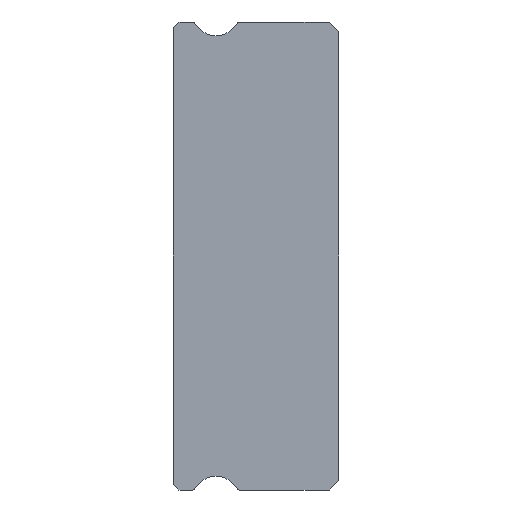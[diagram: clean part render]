
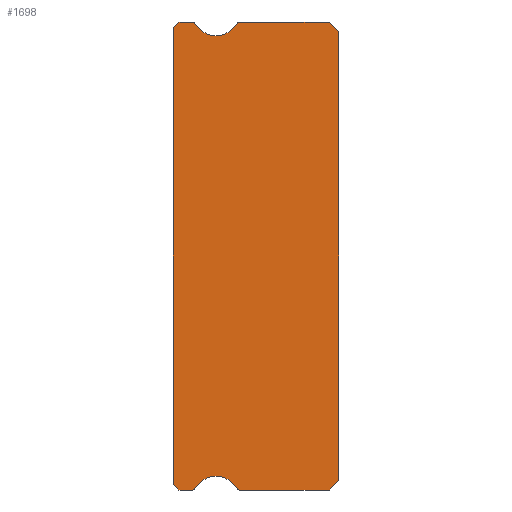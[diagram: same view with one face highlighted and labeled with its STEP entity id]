
A CAD part, left-side view. The second image highlights one B-rep face of the part: STEP entity #1698.
In plain terms, the highlighted planar face has unit normal (-1, 0, 0).
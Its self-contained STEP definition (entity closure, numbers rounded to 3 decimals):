
#5 = CARTESIAN_POINT ( 'NONE',  ( -20., 7.383, -11.925 ) ) ;
#14 = CARTESIAN_POINT ( 'NONE',  ( -20., 5.088, 11.85 ) ) ;
#41 = CARTESIAN_POINT ( 'NONE',  ( -20., 7.512, 11.85 ) ) ;
#78 = ORIENTED_EDGE ( 'NONE', *, *, #1095, .F. ) ;
#90 = VERTEX_POINT ( 'NONE', #1999 ) ;
#94 = VERTEX_POINT ( 'NONE', #1693 ) ;
#101 = CARTESIAN_POINT ( 'NONE',  ( -20., 0., 11.5 ) ) ;
#113 = DIRECTION ( 'NONE',  ( 0., 1., 0. ) ) ;
#125 = ORIENTED_EDGE ( 'NONE', *, *, #1748, .F. ) ;
#130 = DIRECTION ( 'NONE',  ( 0., 0., -1. ) ) ;
#143 = VERTEX_POINT ( 'NONE', #2285 ) ;
#153 = VECTOR ( 'NONE', #496, 1000. ) ;
#163 = DIRECTION ( 'NONE',  ( 0., 0., -1. ) ) ;
#170 = LINE ( 'NONE', #1934, #1274 ) ;
#200 = EDGE_CURVE ( 'NONE', #1868, #1666, #388, .T. ) ;
#208 = EDGE_CURVE ( 'NONE', #691, #1240, #1836, .T. ) ;
#249 = DIRECTION ( 'NONE',  ( 0., -1., 0. ) ) ;
#250 = CARTESIAN_POINT ( 'NONE',  ( -20., 8.2, 12. ) ) ;
#253 = DIRECTION ( 'NONE',  ( 0., -0.707, -0.707 ) ) ;
#259 = VECTOR ( 'NONE', #1134, 1000. ) ;
#278 = EDGE_CURVE ( 'NONE', #94, #534, #170, .T. ) ;
#285 = CARTESIAN_POINT ( 'NONE',  ( -20., 7.512, -11.85 ) ) ;
#307 = AXIS2_PLACEMENT_3D ( 'NONE', #285, #1841, #1045 ) ;
#326 = DIRECTION ( 'NONE',  ( -1., 0., 0. ) ) ;
#334 = EDGE_CURVE ( 'NONE', #1700, #2504, #1762, .T. ) ;
#347 = DIRECTION ( 'NONE',  ( 1., 0., 0. ) ) ;
#363 = LINE ( 'NONE', #1500, #259 ) ;
#388 = CIRCLE ( 'NONE', #1885, 1.25 ) ;
#430 = CARTESIAN_POINT ( 'NONE',  ( -20., 8.5, 11.7 ) ) ;
#496 = DIRECTION ( 'NONE',  ( 0., 1., 0. ) ) ;
#534 = VERTEX_POINT ( 'NONE', #101 ) ;
#552 = ORIENTED_EDGE ( 'NONE', *, *, #991, .T. ) ;
#561 = DIRECTION ( 'NONE',  ( 0., 0., -1. ) ) ;
#574 = DIRECTION ( 'NONE',  ( 1., 0., 0. ) ) ;
#589 = CARTESIAN_POINT ( 'NONE',  ( -20., 7.512, 12. ) ) ;
#601 = EDGE_CURVE ( 'NONE', #143, #1868, #951, .T. ) ;
#614 = VECTOR ( 'NONE', #1430, 1000. ) ;
#643 = LINE ( 'NONE', #2037, #2362 ) ;
#655 = DIRECTION ( 'NONE',  ( 0., 0., -1. ) ) ;
#680 = CARTESIAN_POINT ( 'NONE',  ( -20., 0.5, -12. ) ) ;
#691 = VERTEX_POINT ( 'NONE', #1823 ) ;
#705 = CARTESIAN_POINT ( 'NONE',  ( -20., 7.512, 11.85 ) ) ;
#729 = CARTESIAN_POINT ( 'NONE',  ( -20., 7.512, -12. ) ) ;
#758 = DIRECTION ( 'NONE',  ( 0., 0., -1. ) ) ;
#759 = CARTESIAN_POINT ( 'NONE',  ( -20., 0., 11.5 ) ) ;
#780 = AXIS2_PLACEMENT_3D ( 'NONE', #1212, #1994, #842 ) ;
#782 = VERTEX_POINT ( 'NONE', #680 ) ;
#792 = CARTESIAN_POINT ( 'NONE',  ( -20., 6.3, 11.3 ) ) ;
#795 = ORIENTED_EDGE ( 'NONE', *, *, #208, .T. ) ;
#821 = EDGE_CURVE ( 'NONE', #2198, #94, #1204, .T. ) ;
#842 = DIRECTION ( 'NONE',  ( 0., 0., -1. ) ) ;
#855 = DIRECTION ( 'NONE',  ( 0., 0., 1. ) ) ;
#903 = AXIS2_PLACEMENT_3D ( 'NONE', #705, #347, #921 ) ;
#910 = CARTESIAN_POINT ( 'NONE',  ( -20., 0., -11.5 ) ) ;
#921 = DIRECTION ( 'NONE',  ( 0., 0., -1. ) ) ;
#935 = DIRECTION ( 'NONE',  ( 0., -0.707, -0.707 ) ) ;
#951 = CIRCLE ( 'NONE', #2519, 1.25 ) ;
#991 = EDGE_CURVE ( 'NONE', #90, #691, #1724, .T. ) ;
#1042 = CARTESIAN_POINT ( 'NONE',  ( -20., 8.5, 11.7 ) ) ;
#1045 = DIRECTION ( 'NONE',  ( 0., 0., -1. ) ) ;
#1069 = CIRCLE ( 'NONE', #903, 0.15 ) ;
#1095 = EDGE_CURVE ( 'NONE', #782, #1957, #643, .T. ) ;
#1117 = CARTESIAN_POINT ( 'NONE',  ( -20., 6.3, 12.55 ) ) ;
#1134 = DIRECTION ( 'NONE',  ( 0., 0.707, -0.707 ) ) ;
#1150 = ORIENTED_EDGE ( 'NONE', *, *, #1997, .F. ) ;
#1180 = PLANE ( 'NONE',  #2522 ) ;
#1194 = VECTOR ( 'NONE', #249, 1000. ) ;
#1196 = CARTESIAN_POINT ( 'NONE',  ( -20., 8.2, -12. ) ) ;
#1204 = LINE ( 'NONE', #1987, #1194 ) ;
#1212 = CARTESIAN_POINT ( 'NONE',  ( -20., 6.3, -12.55 ) ) ;
#1217 = ORIENTED_EDGE ( 'NONE', *, *, #1529, .T. ) ;
#1221 = CIRCLE ( 'NONE', #1308, 0.15 ) ;
#1238 = ORIENTED_EDGE ( 'NONE', *, *, #2117, .F. ) ;
#1240 = VERTEX_POINT ( 'NONE', #1514 ) ;
#1274 = VECTOR ( 'NONE', #935, 1000. ) ;
#1308 = AXIS2_PLACEMENT_3D ( 'NONE', #14, #1741, #561 ) ;
#1333 = VERTEX_POINT ( 'NONE', #589 ) ;
#1362 = CARTESIAN_POINT ( 'NONE',  ( -20., 5.217, -11.925 ) ) ;
#1373 = FACE_OUTER_BOUND ( 'NONE', #1846, .T. ) ;
#1389 = CIRCLE ( 'NONE', #307, 0.15 ) ;
#1390 = ORIENTED_EDGE ( 'NONE', *, *, #200, .F. ) ;
#1399 = VERTEX_POINT ( 'NONE', #250 ) ;
#1430 = DIRECTION ( 'NONE',  ( 0., 0.707, -0.707 ) ) ;
#1460 = LINE ( 'NONE', #2258, #153 ) ;
#1499 = ORIENTED_EDGE ( 'NONE', *, *, #2294, .F. ) ;
#1500 = CARTESIAN_POINT ( 'NONE',  ( -20., 0., -11.5 ) ) ;
#1514 = CARTESIAN_POINT ( 'NONE',  ( -20., 7.512, -12. ) ) ;
#1520 = VERTEX_POINT ( 'NONE', #1042 ) ;
#1529 = EDGE_CURVE ( 'NONE', #1333, #1399, #1460, .T. ) ;
#1589 = ORIENTED_EDGE ( 'NONE', *, *, #2358, .F. ) ;
#1598 = CARTESIAN_POINT ( 'NONE',  ( -20., 5.088, -12. ) ) ;
#1612 = VERTEX_POINT ( 'NONE', #910 ) ;
#1666 = VERTEX_POINT ( 'NONE', #1946 ) ;
#1693 = CARTESIAN_POINT ( 'NONE',  ( -20., 0.5, 12. ) ) ;
#1698 = ADVANCED_FACE ( 'NONE', ( #1373 ), #1180, .F. ) ;
#1700 = VERTEX_POINT ( 'NONE', #1362 ) ;
#1718 = CIRCLE ( 'NONE', #1873, 0.15 ) ;
#1723 = VECTOR ( 'NONE', #1853, 1000. ) ;
#1724 = LINE ( 'NONE', #1196, #2320 ) ;
#1729 = EDGE_CURVE ( 'NONE', #1399, #1520, #2387, .T. ) ;
#1737 = CARTESIAN_POINT ( 'NONE',  ( -20., 6.3, 12.55 ) ) ;
#1741 = DIRECTION ( 'NONE',  ( 1., 0., 0. ) ) ;
#1748 = EDGE_CURVE ( 'NONE', #90, #1520, #2204, .T. ) ;
#1762 = CIRCLE ( 'NONE', #780, 1.25 ) ;
#1821 = CARTESIAN_POINT ( 'NONE',  ( -20., 8.5, 11.85 ) ) ;
#1823 = CARTESIAN_POINT ( 'NONE',  ( -20., 8.2, -12. ) ) ;
#1836 = LINE ( 'NONE', #729, #1723 ) ;
#1841 = DIRECTION ( 'NONE',  ( 1., 0., 0. ) ) ;
#1845 = EDGE_CURVE ( 'NONE', #1612, #534, #1951, .T. ) ;
#1846 = EDGE_LOOP ( 'NONE', ( #125, #552, #795, #2254, #2298, #1499, #78, #1589, #2019, #2520, #2101, #1238, #1390, #2508, #1150, #1217, #2449 ) ) ;
#1853 = DIRECTION ( 'NONE',  ( 0., -1., 0. ) ) ;
#1868 = VERTEX_POINT ( 'NONE', #792 ) ;
#1873 = AXIS2_PLACEMENT_3D ( 'NONE', #2036, #2428, #655 ) ;
#1885 = AXIS2_PLACEMENT_3D ( 'NONE', #1117, #326, #130 ) ;
#1934 = CARTESIAN_POINT ( 'NONE',  ( -20., 0.5, 12. ) ) ;
#1946 = CARTESIAN_POINT ( 'NONE',  ( -20., 5.217, 11.925 ) ) ;
#1951 = LINE ( 'NONE', #759, #2355 ) ;
#1957 = VERTEX_POINT ( 'NONE', #1598 ) ;
#1987 = CARTESIAN_POINT ( 'NONE',  ( -20., 7.512, 12. ) ) ;
#1994 = DIRECTION ( 'NONE',  ( -1., 0., 0. ) ) ;
#1997 = EDGE_CURVE ( 'NONE', #1333, #143, #1069, .T. ) ;
#1999 = CARTESIAN_POINT ( 'NONE',  ( -20., 8.5, -11.7 ) ) ;
#2019 = ORIENTED_EDGE ( 'NONE', *, *, #1845, .T. ) ;
#2036 = CARTESIAN_POINT ( 'NONE',  ( -20., 5.088, -11.85 ) ) ;
#2037 = CARTESIAN_POINT ( 'NONE',  ( -20., 7.512, -12. ) ) ;
#2101 = ORIENTED_EDGE ( 'NONE', *, *, #821, .F. ) ;
#2117 = EDGE_CURVE ( 'NONE', #1666, #2198, #1221, .T. ) ;
#2190 = DIRECTION ( 'NONE',  ( 0., 0., 1. ) ) ;
#2198 = VERTEX_POINT ( 'NONE', #2363 ) ;
#2204 = LINE ( 'NONE', #1821, #2396 ) ;
#2254 = ORIENTED_EDGE ( 'NONE', *, *, #2282, .F. ) ;
#2258 = CARTESIAN_POINT ( 'NONE',  ( -20., 8.2, 12. ) ) ;
#2282 = EDGE_CURVE ( 'NONE', #2504, #1240, #1389, .T. ) ;
#2285 = CARTESIAN_POINT ( 'NONE',  ( -20., 7.383, 11.925 ) ) ;
#2294 = EDGE_CURVE ( 'NONE', #1957, #1700, #1718, .T. ) ;
#2298 = ORIENTED_EDGE ( 'NONE', *, *, #334, .F. ) ;
#2320 = VECTOR ( 'NONE', #253, 1000. ) ;
#2343 = DIRECTION ( 'NONE',  ( -1., 0., 0. ) ) ;
#2355 = VECTOR ( 'NONE', #2190, 1000. ) ;
#2358 = EDGE_CURVE ( 'NONE', #1612, #782, #363, .T. ) ;
#2362 = VECTOR ( 'NONE', #113, 1000. ) ;
#2363 = CARTESIAN_POINT ( 'NONE',  ( -20., 5.088, 12. ) ) ;
#2387 = LINE ( 'NONE', #430, #614 ) ;
#2396 = VECTOR ( 'NONE', #855, 1000. ) ;
#2428 = DIRECTION ( 'NONE',  ( 1., 0., 0. ) ) ;
#2449 = ORIENTED_EDGE ( 'NONE', *, *, #1729, .T. ) ;
#2504 = VERTEX_POINT ( 'NONE', #5 ) ;
#2508 = ORIENTED_EDGE ( 'NONE', *, *, #601, .F. ) ;
#2519 = AXIS2_PLACEMENT_3D ( 'NONE', #1737, #2343, #163 ) ;
#2520 = ORIENTED_EDGE ( 'NONE', *, *, #278, .F. ) ;
#2522 = AXIS2_PLACEMENT_3D ( 'NONE', #41, #574, #758 ) ;
